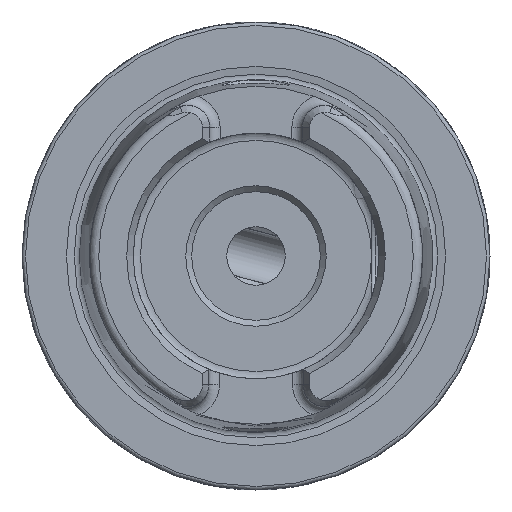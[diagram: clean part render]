
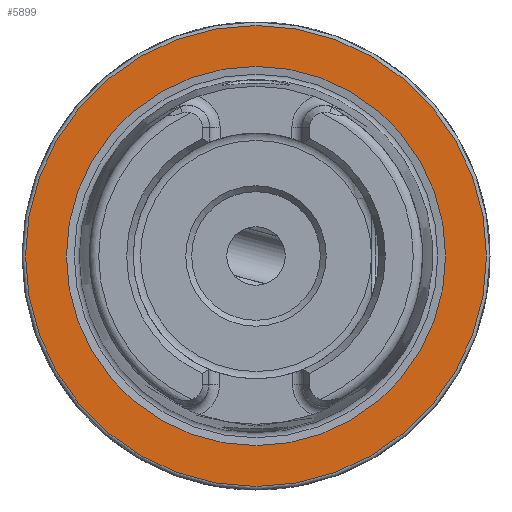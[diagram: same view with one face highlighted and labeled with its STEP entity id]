
A CAD part, left-side view. The second image highlights one B-rep face of the part: STEP entity #5899.
In plain terms, the highlighted planar face has unit normal (-1, 0, 0).
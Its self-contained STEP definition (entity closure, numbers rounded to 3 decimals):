
#1821 = DIRECTION ( 'NONE',  ( 0., 0., -1. ) ) ;
#2095 = AXIS2_PLACEMENT_3D ( 'NONE', #9053, #10259, #3123 ) ;
#3123 = DIRECTION ( 'NONE',  ( 0., 0., 1. ) ) ;
#3268 = CIRCLE ( 'NONE', #2095, 19.7 ) ;
#4035 = VERTEX_POINT ( 'NONE', #5721 ) ;
#4076 = EDGE_LOOP ( 'NONE', ( #13888 ) ) ;
#4394 = EDGE_LOOP ( 'NONE', ( #16551 ) ) ;
#5721 = CARTESIAN_POINT ( 'NONE',  ( 0., 0., 16.207 ) ) ;
#5834 = VERTEX_POINT ( 'NONE', #17085 ) ;
#5899 = ADVANCED_FACE ( 'NONE', ( #15677, #16148 ), #13129, .F. ) ;
#6045 = DIRECTION ( 'NONE',  ( -1., 0., 0. ) ) ;
#7521 = DIRECTION ( 'NONE',  ( 0., 0., 1. ) ) ;
#9053 = CARTESIAN_POINT ( 'NONE',  ( 0., 0., 0. ) ) ;
#9389 = AXIS2_PLACEMENT_3D ( 'NONE', #16194, #6045, #7521 ) ;
#9640 = EDGE_CURVE ( 'NONE', #5834, #5834, #3268, .T. ) ;
#9908 = CIRCLE ( 'NONE', #9389, 16.207 ) ;
#10259 = DIRECTION ( 'NONE',  ( -1., 0., 0. ) ) ;
#10410 = AXIS2_PLACEMENT_3D ( 'NONE', #14601, #17569, #1821 ) ;
#12371 = EDGE_CURVE ( 'NONE', #4035, #4035, #9908, .T. ) ;
#13129 = PLANE ( 'NONE',  #10410 ) ;
#13888 = ORIENTED_EDGE ( 'NONE', *, *, #12371, .F. ) ;
#14601 = CARTESIAN_POINT ( 'NONE',  ( 0., 19.7, 0. ) ) ;
#15677 = FACE_BOUND ( 'NONE', #4076, .T. ) ;
#16148 = FACE_OUTER_BOUND ( 'NONE', #4394, .T. ) ;
#16194 = CARTESIAN_POINT ( 'NONE',  ( 0., 0., 0. ) ) ;
#16551 = ORIENTED_EDGE ( 'NONE', *, *, #9640, .T. ) ;
#17085 = CARTESIAN_POINT ( 'NONE',  ( 0., 0., 19.7 ) ) ;
#17569 = DIRECTION ( 'NONE',  ( 1., 0., 0. ) ) ;
